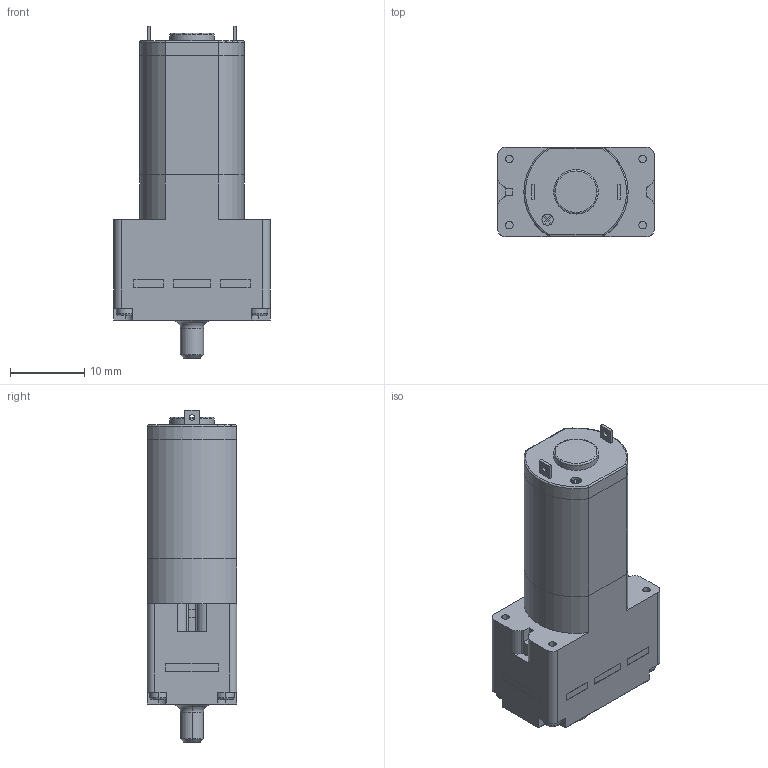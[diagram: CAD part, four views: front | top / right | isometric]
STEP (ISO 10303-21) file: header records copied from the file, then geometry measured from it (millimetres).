
FILE_DESCRIPTION((''),'2;1');
FILE_NAME('KPM12A_ASM','2018-03-23T',('wugt'),(''),'CREO PARAMETRIC BY PTC INC, 2015200','CREO PARAMETRIC BY PTC INC, 2015200','');
FILE_SCHEMA(('CONFIG_CONTROL_DESIGN'));
Length unit declared in the file: millimetre
Products named in the file (6): KPM12AMADA; 1_AF0; PM12ASC1; MADA2; PIN; KPM12A_ASM
Assembly tree (9 placements, depth 2):
  KPM12A_ASM
    KPM12AMADA
    1_AF0
    PM12ASC1  x4
    MADA2
    PIN  x2
Bounding box: 21 x 12 x 44.6 mm (x, y, z)
Volume: 6878.1 mm3; surface area: 3516.3 mm2
Topology: 9 solids, 9 shells, 294 faces, 738 edges, 482 vertices
Faces by surface type: plane 186, cylinder 88, torus 18, cone 2
Entity records: 6122 total; most frequent: CARTESIAN_POINT 1167, DIRECTION 1026, ORIENTED_EDGE 978, EDGE_CURVE 489, AXIS2_PLACEMENT_3D 349, VECTOR 328, LINE 328, VERTEX_POINT 317
